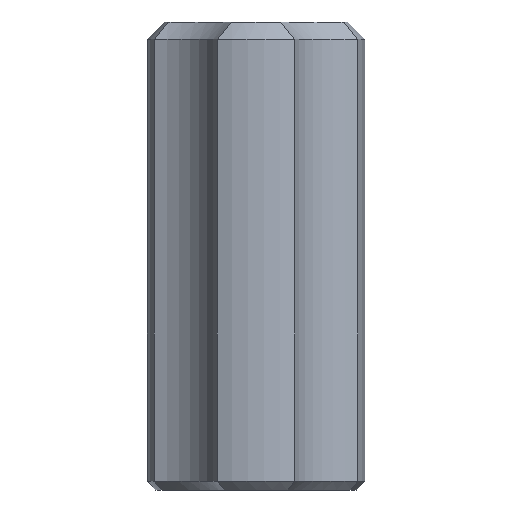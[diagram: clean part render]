
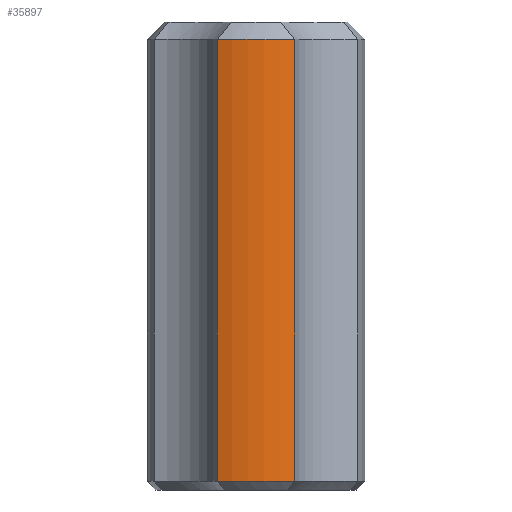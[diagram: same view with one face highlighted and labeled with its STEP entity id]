
A CAD part, front view. The second image highlights one B-rep face of the part: STEP entity #35897.
In plain terms, the highlighted cylindrical face has radius 6.25 mm (diameter 12.5 mm), a partial arc.
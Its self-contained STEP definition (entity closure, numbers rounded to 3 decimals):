
#32388 = CONICAL_SURFACE('',#32389,5.75,0.785);
#32389 = AXIS2_PLACEMENT_3D('',#32390,#32391,#32392);
#32390 = CARTESIAN_POINT('',(0.,0.,26.375));
#32391 = DIRECTION('',(0.,0.,-1.));
#32392 = DIRECTION('',(-0.356,-0.934,-0.));
#33497 = CONICAL_SURFACE('',#33498,6.,0.785);
#33498 = AXIS2_PLACEMENT_3D('',#33499,#33500,#33501);
#33499 = CARTESIAN_POINT('',(0.,0.,0.25));
#33500 = DIRECTION('',(0.,0.,1.));
#33501 = DIRECTION('',(-0.356,-0.934,0.));
#34114 = VERTEX_POINT('',#34115);
#34115 = CARTESIAN_POINT('',(-2.225,-5.841,0.5));
#34130 = CYLINDRICAL_SURFACE('',#34131,5.);
#34131 = AXIS2_PLACEMENT_3D('',#34132,#34133,#34134);
#34132 = CARTESIAN_POINT('',(-7.071,-7.071,0.));
#34133 = DIRECTION('',(0.,0.,1.));
#34134 = DIRECTION('',(0.969,0.246,-0.));
#34166 = EDGE_CURVE('',#34167,#34114,#34169,.T.);
#34167 = VERTEX_POINT('',#34168);
#34168 = CARTESIAN_POINT('',(2.225,-5.841,0.5));
#34169 = SURFACE_CURVE('',#34170,(#34175,#34182),.PCURVE_S1.);
#34170 = CIRCLE('',#34171,6.25);
#34171 = AXIS2_PLACEMENT_3D('',#34172,#34173,#34174);
#34172 = CARTESIAN_POINT('',(0.,0.,0.5));
#34173 = DIRECTION('',(0.,0.,-1.));
#34174 = DIRECTION('',(-0.356,-0.934,-0.));
#34175 = PCURVE('',#33497,#34176);
#34176 = DEFINITIONAL_REPRESENTATION('',(#34177),#34181);
#34177 = LINE('',#34178,#34179);
#34178 = CARTESIAN_POINT('',(6.283,0.25));
#34179 = VECTOR('',#34180,1.);
#34180 = DIRECTION('',(-1.,0.));
#34181 = ( GEOMETRIC_REPRESENTATION_CONTEXT(2) 
PARAMETRIC_REPRESENTATION_CONTEXT() REPRESENTATION_CONTEXT('2D SPACE',''
  ) );
#34182 = PCURVE('',#34183,#34188);
#34183 = CYLINDRICAL_SURFACE('',#34184,6.25);
#34184 = AXIS2_PLACEMENT_3D('',#34185,#34186,#34187);
#34185 = CARTESIAN_POINT('',(0.,0.,0.));
#34186 = DIRECTION('',(0.,0.,1.));
#34187 = DIRECTION('',(-0.356,-0.934,0.));
#34188 = DEFINITIONAL_REPRESENTATION('',(#34189),#34193);
#34189 = LINE('',#34190,#34191);
#34190 = CARTESIAN_POINT('',(6.283,0.5));
#34191 = VECTOR('',#34192,1.);
#34192 = DIRECTION('',(-1.,0.));
#34193 = ( GEOMETRIC_REPRESENTATION_CONTEXT(2) 
PARAMETRIC_REPRESENTATION_CONTEXT() REPRESENTATION_CONTEXT('2D SPACE',''
  ) );
#34259 = CYLINDRICAL_SURFACE('',#34260,5.);
#34260 = AXIS2_PLACEMENT_3D('',#34261,#34262,#34263);
#34261 = CARTESIAN_POINT('',(7.071,-7.071,0.));
#34262 = DIRECTION('',(0.,0.,1.));
#34263 = DIRECTION('',(-0.246,0.969,0.));
#34361 = EDGE_CURVE('',#34167,#34362,#34364,.T.);
#34362 = VERTEX_POINT('',#34363);
#34363 = CARTESIAN_POINT('',(2.225,-5.841,25.875));
#34364 = SURFACE_CURVE('',#34365,(#34369,#34376),.PCURVE_S1.);
#34365 = LINE('',#34366,#34367);
#34366 = CARTESIAN_POINT('',(2.225,-5.841,0.));
#34367 = VECTOR('',#34368,1.);
#34368 = DIRECTION('',(0.,0.,1.));
#34369 = PCURVE('',#34259,#34370);
#34370 = DEFINITIONAL_REPRESENTATION('',(#34371),#34375);
#34371 = LINE('',#34372,#34373);
#34372 = CARTESIAN_POINT('',(1.074,0.));
#34373 = VECTOR('',#34374,1.);
#34374 = DIRECTION('',(0.,1.));
#34375 = ( GEOMETRIC_REPRESENTATION_CONTEXT(2) 
PARAMETRIC_REPRESENTATION_CONTEXT() REPRESENTATION_CONTEXT('2D SPACE',''
  ) );
#34376 = PCURVE('',#34183,#34377);
#34377 = DEFINITIONAL_REPRESENTATION('',(#34378),#34382);
#34378 = LINE('',#34379,#34380);
#34379 = CARTESIAN_POINT('',(0.728,0.));
#34380 = VECTOR('',#34381,1.);
#34381 = DIRECTION('',(0.,1.));
#34382 = ( GEOMETRIC_REPRESENTATION_CONTEXT(2) 
PARAMETRIC_REPRESENTATION_CONTEXT() REPRESENTATION_CONTEXT('2D SPACE',''
  ) );
#35237 = VERTEX_POINT('',#35238);
#35238 = CARTESIAN_POINT('',(-2.225,-5.841,25.875));
#35304 = EDGE_CURVE('',#35237,#34362,#35305,.T.);
#35305 = SURFACE_CURVE('',#35306,(#35311,#35318),.PCURVE_S1.);
#35306 = CIRCLE('',#35307,6.25);
#35307 = AXIS2_PLACEMENT_3D('',#35308,#35309,#35310);
#35308 = CARTESIAN_POINT('',(0.,0.,25.875));
#35309 = DIRECTION('',(0.,0.,1.));
#35310 = DIRECTION('',(-0.356,-0.934,0.));
#35311 = PCURVE('',#32388,#35312);
#35312 = DEFINITIONAL_REPRESENTATION('',(#35313),#35317);
#35313 = LINE('',#35314,#35315);
#35314 = CARTESIAN_POINT('',(6.283,0.5));
#35315 = VECTOR('',#35316,1.);
#35316 = DIRECTION('',(-1.,0.));
#35317 = ( GEOMETRIC_REPRESENTATION_CONTEXT(2) 
PARAMETRIC_REPRESENTATION_CONTEXT() REPRESENTATION_CONTEXT('2D SPACE',''
  ) );
#35318 = PCURVE('',#34183,#35319);
#35319 = DEFINITIONAL_REPRESENTATION('',(#35320),#35324);
#35320 = LINE('',#35321,#35322);
#35321 = CARTESIAN_POINT('',(0.,25.875));
#35322 = VECTOR('',#35323,1.);
#35323 = DIRECTION('',(1.,0.));
#35324 = ( GEOMETRIC_REPRESENTATION_CONTEXT(2) 
PARAMETRIC_REPRESENTATION_CONTEXT() REPRESENTATION_CONTEXT('2D SPACE',''
  ) );
#35897 = ADVANCED_FACE('',(#35898),#34183,.T.);
#35898 = FACE_BOUND('',#35899,.T.);
#35899 = EDGE_LOOP('',(#35900,#35901,#35902,#35903));
#35900 = ORIENTED_EDGE('',*,*,#34166,.F.);
#35901 = ORIENTED_EDGE('',*,*,#34361,.T.);
#35902 = ORIENTED_EDGE('',*,*,#35304,.F.);
#35903 = ORIENTED_EDGE('',*,*,#35904,.F.);
#35904 = EDGE_CURVE('',#34114,#35237,#35905,.T.);
#35905 = SURFACE_CURVE('',#35906,(#35910,#35917),.PCURVE_S1.);
#35906 = LINE('',#35907,#35908);
#35907 = CARTESIAN_POINT('',(-2.225,-5.841,0.));
#35908 = VECTOR('',#35909,1.);
#35909 = DIRECTION('',(0.,0.,1.));
#35910 = PCURVE('',#34183,#35911);
#35911 = DEFINITIONAL_REPRESENTATION('',(#35912),#35916);
#35912 = LINE('',#35913,#35914);
#35913 = CARTESIAN_POINT('',(0.,0.));
#35914 = VECTOR('',#35915,1.);
#35915 = DIRECTION('',(0.,1.));
#35916 = ( GEOMETRIC_REPRESENTATION_CONTEXT(2) 
PARAMETRIC_REPRESENTATION_CONTEXT() REPRESENTATION_CONTEXT('2D SPACE',''
  ) );
#35917 = PCURVE('',#34130,#35918);
#35918 = DEFINITIONAL_REPRESENTATION('',(#35919),#35923);
#35919 = LINE('',#35920,#35921);
#35920 = CARTESIAN_POINT('',(0.,0.));
#35921 = VECTOR('',#35922,1.);
#35922 = DIRECTION('',(0.,1.));
#35923 = ( GEOMETRIC_REPRESENTATION_CONTEXT(2) 
PARAMETRIC_REPRESENTATION_CONTEXT() REPRESENTATION_CONTEXT('2D SPACE',''
  ) );
